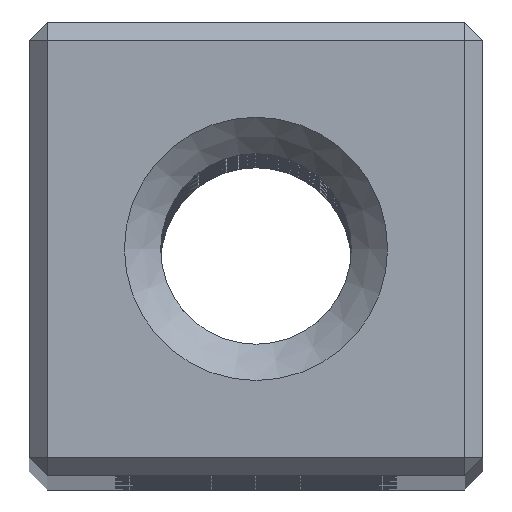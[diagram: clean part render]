
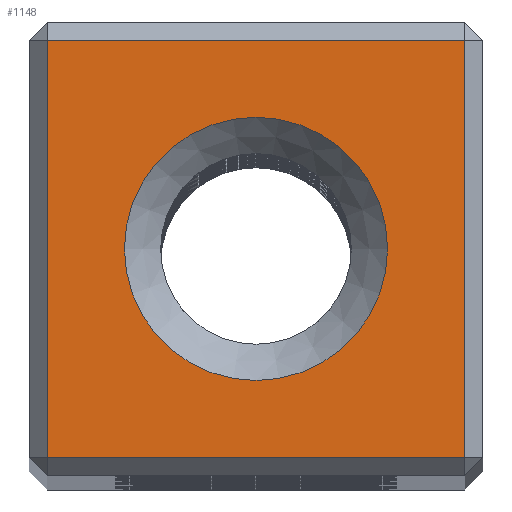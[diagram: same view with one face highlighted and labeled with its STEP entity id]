
A CAD part, top view. The second image highlights one B-rep face of the part: STEP entity #1148.
In plain terms, the highlighted planar face has unit normal (0, 0, 1).
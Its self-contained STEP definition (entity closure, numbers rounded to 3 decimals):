
#322 = VERTEX_POINT('',#323);
#323 = CARTESIAN_POINT('',(4.6,-4.6,180.));
#331 = VERTEX_POINT('',#332);
#332 = CARTESIAN_POINT('',(4.6,4.6,180.));
#338 = EDGE_CURVE('',#322,#331,#339,.T.);
#339 = LINE('',#340,#341);
#340 = CARTESIAN_POINT('',(4.6,-5.,180.));
#341 = VECTOR('',#342,1.);
#342 = DIRECTION('',(0.,1.,0.));
#1148 = ADVANCED_FACE('',(#1149,#1160),#1185,.T.);
#1149 = FACE_BOUND('',#1150,.T.);
#1150 = EDGE_LOOP('',(#1151));
#1151 = ORIENTED_EDGE('',*,*,#1152,.F.);
#1152 = EDGE_CURVE('',#1153,#1153,#1155,.T.);
#1153 = VERTEX_POINT('',#1154);
#1154 = CARTESIAN_POINT('',(2.9,0.,180.));
#1155 = CIRCLE('',#1156,2.9);
#1156 = AXIS2_PLACEMENT_3D('',#1157,#1158,#1159);
#1157 = CARTESIAN_POINT('',(0.,0.,180.));
#1158 = DIRECTION('',(0.,0.,1.));
#1159 = DIRECTION('',(1.,0.,0.));
#1160 = FACE_BOUND('',#1161,.T.);
#1161 = EDGE_LOOP('',(#1162,#1170,#1178,#1184));
#1162 = ORIENTED_EDGE('',*,*,#1163,.T.);
#1163 = EDGE_CURVE('',#331,#1164,#1166,.T.);
#1164 = VERTEX_POINT('',#1165);
#1165 = CARTESIAN_POINT('',(-4.6,4.6,180.));
#1166 = LINE('',#1167,#1168);
#1167 = CARTESIAN_POINT('',(5.,4.6,180.));
#1168 = VECTOR('',#1169,1.);
#1169 = DIRECTION('',(-1.,0.,0.));
#1170 = ORIENTED_EDGE('',*,*,#1171,.T.);
#1171 = EDGE_CURVE('',#1164,#1172,#1174,.T.);
#1172 = VERTEX_POINT('',#1173);
#1173 = CARTESIAN_POINT('',(-4.6,-4.6,180.));
#1174 = LINE('',#1175,#1176);
#1175 = CARTESIAN_POINT('',(-4.6,5.,180.));
#1176 = VECTOR('',#1177,1.);
#1177 = DIRECTION('',(0.,-1.,0.));
#1178 = ORIENTED_EDGE('',*,*,#1179,.T.);
#1179 = EDGE_CURVE('',#1172,#322,#1180,.T.);
#1180 = LINE('',#1181,#1182);
#1181 = CARTESIAN_POINT('',(-5.,-4.6,180.));
#1182 = VECTOR('',#1183,1.);
#1183 = DIRECTION('',(1.,0.,0.));
#1184 = ORIENTED_EDGE('',*,*,#338,.T.);
#1185 = PLANE('',#1186);
#1186 = AXIS2_PLACEMENT_3D('',#1187,#1188,#1189);
#1187 = CARTESIAN_POINT('',(0.,0.,180.
    ));
#1188 = DIRECTION('',(0.,0.,1.));
#1189 = DIRECTION('',(1.,0.,0.));
